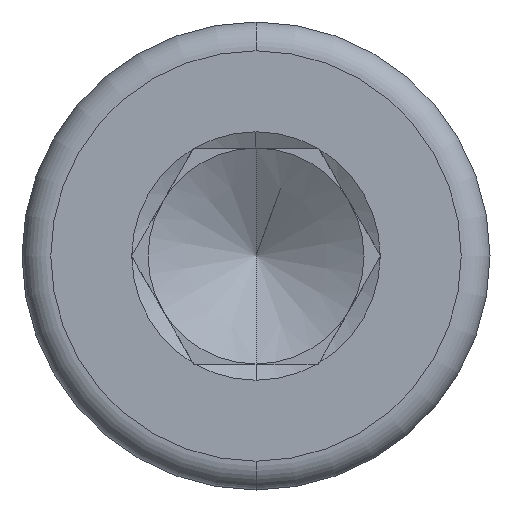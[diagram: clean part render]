
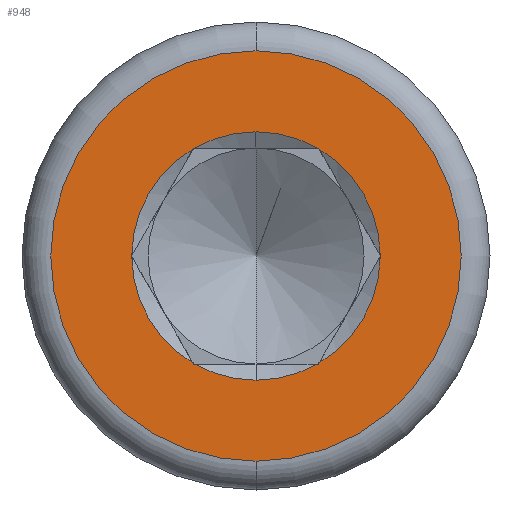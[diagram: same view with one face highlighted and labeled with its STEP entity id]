
A CAD part, left-side view. The second image highlights one B-rep face of the part: STEP entity #948.
In plain terms, the highlighted planar face has unit normal (-1, 0, 0).
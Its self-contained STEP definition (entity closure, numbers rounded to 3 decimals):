
#182=CARTESIAN_POINT('',(-8.,3.45,0.025));
#183=VERTEX_POINT('',#182);
#184=CARTESIAN_POINT('',(-8.,1.746,2.975));
#185=VERTEX_POINT('',#184);
#192=CARTESIAN_POINT('',(-8.,3.464,-0.));
#193=VERTEX_POINT('',#192);
#194=CARTESIAN_POINT('',(-8.,6175.531,-10690.334));
#195=DIRECTION('',(0.,-0.5,0.866));
#196=VECTOR('',#195,24690.);
#197=LINE('',#194,#196);
#198=EDGE_CURVE('',#193,#183,#197,.T.);
#224=CARTESIAN_POINT('',(-8.,1.732,3.));
#225=VERTEX_POINT('',#224);
#232=CARTESIAN_POINT('',(-8.,-6169.469,10691.834));
#233=DIRECTION('',(-0.,0.5,-0.866));
#234=VECTOR('',#233,24690.);
#235=LINE('',#232,#234);
#236=EDGE_CURVE('',#225,#185,#235,.T.);
#246=CARTESIAN_POINT('',(-8.,1.746,-2.975));
#247=VERTEX_POINT('',#246);
#248=CARTESIAN_POINT('',(-8.,3.45,-0.025));
#249=VERTEX_POINT('',#248);
#256=CARTESIAN_POINT('',(-8.,1.732,-3.));
#257=VERTEX_POINT('',#256);
#258=CARTESIAN_POINT('',(-8.,-6170.335,-10693.334));
#259=DIRECTION('',(0.,0.5,0.866));
#260=VECTOR('',#259,24690.);
#261=LINE('',#258,#260);
#262=EDGE_CURVE('',#257,#247,#261,.T.);
#287=CARTESIAN_POINT('',(-8.,6174.665,10688.834));
#288=DIRECTION('',(-0.,-0.5,-0.866));
#289=VECTOR('',#288,24690.);
#290=LINE('',#287,#289);
#291=EDGE_CURVE('',#193,#249,#290,.T.);
#303=CARTESIAN_POINT('',(-8.,1.704,-3.));
#304=VERTEX_POINT('',#303);
#311=CARTESIAN_POINT('',(-8.,-1.704,-3.));
#312=VERTEX_POINT('',#311);
#319=CARTESIAN_POINT('',(-8.,-1.732,-3.));
#320=VERTEX_POINT('',#319);
#321=CARTESIAN_POINT('',(-8.,-12345.866,-3.));
#322=DIRECTION('',(-0.,1.,0.));
#323=VECTOR('',#322,24690.);
#324=LINE('',#321,#323);
#325=EDGE_CURVE('',#320,#312,#324,.T.);
#348=CARTESIAN_POINT('',(-8.,12344.134,-3.));
#349=DIRECTION('',(0.,-1.,-0.));
#350=VECTOR('',#349,24690.);
#351=LINE('',#348,#350);
#352=EDGE_CURVE('',#257,#304,#351,.T.);
#362=CARTESIAN_POINT('',(-8.,-1.746,2.975));
#363=VERTEX_POINT('',#362);
#364=CARTESIAN_POINT('',(-8.,-3.45,0.025));
#365=VERTEX_POINT('',#364);
#372=CARTESIAN_POINT('',(-8.,-1.732,3.));
#373=VERTEX_POINT('',#372);
#374=CARTESIAN_POINT('',(-8.,6170.335,10693.334));
#375=DIRECTION('',(0.,-0.5,-0.866));
#376=VECTOR('',#375,24690.);
#377=LINE('',#374,#376);
#378=EDGE_CURVE('',#373,#363,#377,.T.);
#402=CARTESIAN_POINT('',(-8.,-3.464,0.));
#403=VERTEX_POINT('',#402);
#410=CARTESIAN_POINT('',(-8.,-6174.665,-10688.834));
#411=DIRECTION('',(-0.,0.5,0.866));
#412=VECTOR('',#411,24690.);
#413=LINE('',#410,#412);
#414=EDGE_CURVE('',#403,#365,#413,.T.);
#426=CARTESIAN_POINT('',(-8.,-1.704,3.));
#427=VERTEX_POINT('',#426);
#434=CARTESIAN_POINT('',(-8.,1.704,3.));
#435=VERTEX_POINT('',#434);
#442=CARTESIAN_POINT('',(-8.,12345.866,3.));
#443=DIRECTION('',(0.,-1.,0.));
#444=VECTOR('',#443,24690.);
#445=LINE('',#442,#444);
#446=EDGE_CURVE('',#225,#435,#445,.T.);
#462=CARTESIAN_POINT('',(-8.,-12344.134,3.));
#463=DIRECTION('',(-0.,1.,-0.));
#464=VECTOR('',#463,24690.);
#465=LINE('',#462,#464);
#466=EDGE_CURVE('',#373,#427,#465,.T.);
#478=CARTESIAN_POINT('',(-8.,0.,5.7));
#479=VERTEX_POINT('',#478);
#487=CARTESIAN_POINT('',(-8.,-0.,-5.7));
#488=VERTEX_POINT('',#487);
#489=CARTESIAN_POINT('',(-8.,0.,0.));
#490=DIRECTION('',(1.,0.,-0.));
#491=DIRECTION('',(-0.,0.,-1.));
#492=AXIS2_PLACEMENT_3D('',#489,#490,#491);
#493=CIRCLE('',#492,5.7);
#494=EDGE_CURVE('',#479,#488,#493,.T.);
#565=CARTESIAN_POINT('',(-8.,0.,3.45));
#566=VERTEX_POINT('',#565);
#574=CARTESIAN_POINT('',(-8.,0.,0.));
#575=DIRECTION('',(1.,0.,-0.));
#576=DIRECTION('',(0.,0.,1.));
#577=AXIS2_PLACEMENT_3D('',#574,#575,#576);
#578=CIRCLE('',#577,3.45);
#579=EDGE_CURVE('',#435,#566,#578,.T.);
#853=CARTESIAN_POINT('',(-8.,0.,0.));
#854=DIRECTION('',(1.,0.,0.));
#855=DIRECTION('',(0.,0.,-1.));
#856=AXIS2_PLACEMENT_3D('',#853,#854,#855);
#857=PLANE('',#856);
#858=ORIENTED_EDGE('',*,*,#494,.F.);
#859=CARTESIAN_POINT('',(-8.,0.,0.));
#860=DIRECTION('',(1.,0.,-0.));
#861=DIRECTION('',(-0.,0.,-1.));
#862=AXIS2_PLACEMENT_3D('',#859,#860,#861);
#863=CIRCLE('',#862,5.7);
#864=EDGE_CURVE('',#488,#479,#863,.T.);
#865=ORIENTED_EDGE('',*,*,#864,.F.);
#866=EDGE_LOOP('',(#858,#865));
#867=FACE_BOUND('',#866,.T.);
#868=ORIENTED_EDGE('',*,*,#466,.F.);
#869=ORIENTED_EDGE('',*,*,#378,.T.);
#870=CARTESIAN_POINT('',(-8.,0.,0.));
#871=DIRECTION('',(1.,0.,-0.));
#872=DIRECTION('',(0.,0.,1.));
#873=AXIS2_PLACEMENT_3D('',#870,#871,#872);
#874=CIRCLE('',#873,3.45);
#875=EDGE_CURVE('',#363,#365,#874,.T.);
#876=ORIENTED_EDGE('',*,*,#875,.T.);
#877=ORIENTED_EDGE('',*,*,#414,.F.);
#878=CARTESIAN_POINT('',(-8.,-3.45,-0.025));
#879=VERTEX_POINT('',#878);
#880=CARTESIAN_POINT('',(-8.,-6175.531,10690.334));
#881=DIRECTION('',(-0.,0.5,-0.866));
#882=VECTOR('',#881,24690.);
#883=LINE('',#880,#882);
#884=EDGE_CURVE('',#403,#879,#883,.T.);
#885=ORIENTED_EDGE('',*,*,#884,.T.);
#886=CARTESIAN_POINT('',(-8.,-1.746,-2.975));
#887=VERTEX_POINT('',#886);
#888=CARTESIAN_POINT('',(-8.,0.,0.));
#889=DIRECTION('',(1.,0.,-0.));
#890=DIRECTION('',(0.,0.,1.));
#891=AXIS2_PLACEMENT_3D('',#888,#889,#890);
#892=CIRCLE('',#891,3.45);
#893=EDGE_CURVE('',#879,#887,#892,.T.);
#894=ORIENTED_EDGE('',*,*,#893,.T.);
#895=CARTESIAN_POINT('',(-8.,6169.469,-10691.834));
#896=DIRECTION('',(0.,-0.5,0.866));
#897=VECTOR('',#896,24690.);
#898=LINE('',#895,#897);
#899=EDGE_CURVE('',#320,#887,#898,.T.);
#900=ORIENTED_EDGE('',*,*,#899,.F.);
#901=ORIENTED_EDGE('',*,*,#325,.T.);
#902=CARTESIAN_POINT('',(-8.,0.,-3.45));
#903=VERTEX_POINT('',#902);
#904=CARTESIAN_POINT('',(-8.,0.,0.));
#905=DIRECTION('',(-1.,-0.,0.));
#906=DIRECTION('',(0.,0.,1.));
#907=AXIS2_PLACEMENT_3D('',#904,#905,#906);
#908=CIRCLE('',#907,3.45);
#909=EDGE_CURVE('',#903,#312,#908,.T.);
#910=ORIENTED_EDGE('',*,*,#909,.F.);
#911=CARTESIAN_POINT('',(-8.,0.,0.));
#912=DIRECTION('',(-1.,-0.,0.));
#913=DIRECTION('',(0.,0.,1.));
#914=AXIS2_PLACEMENT_3D('',#911,#912,#913);
#915=CIRCLE('',#914,3.45);
#916=EDGE_CURVE('',#304,#903,#915,.T.);
#917=ORIENTED_EDGE('',*,*,#916,.F.);
#918=ORIENTED_EDGE('',*,*,#352,.F.);
#919=ORIENTED_EDGE('',*,*,#262,.T.);
#920=CARTESIAN_POINT('',(-8.,0.,0.));
#921=DIRECTION('',(-1.,-0.,0.));
#922=DIRECTION('',(0.,0.,1.));
#923=AXIS2_PLACEMENT_3D('',#920,#921,#922);
#924=CIRCLE('',#923,3.45);
#925=EDGE_CURVE('',#249,#247,#924,.T.);
#926=ORIENTED_EDGE('',*,*,#925,.F.);
#927=ORIENTED_EDGE('',*,*,#291,.F.);
#928=ORIENTED_EDGE('',*,*,#198,.T.);
#929=CARTESIAN_POINT('',(-8.,0.,0.));
#930=DIRECTION('',(1.,0.,-0.));
#931=DIRECTION('',(0.,0.,1.));
#932=AXIS2_PLACEMENT_3D('',#929,#930,#931);
#933=CIRCLE('',#932,3.45);
#934=EDGE_CURVE('',#183,#185,#933,.T.);
#935=ORIENTED_EDGE('',*,*,#934,.T.);
#936=ORIENTED_EDGE('',*,*,#236,.F.);
#937=ORIENTED_EDGE('',*,*,#446,.T.);
#938=ORIENTED_EDGE('',*,*,#579,.T.);
#939=CARTESIAN_POINT('',(-8.,0.,0.));
#940=DIRECTION('',(1.,0.,-0.));
#941=DIRECTION('',(0.,0.,1.));
#942=AXIS2_PLACEMENT_3D('',#939,#940,#941);
#943=CIRCLE('',#942,3.45);
#944=EDGE_CURVE('',#566,#427,#943,.T.);
#945=ORIENTED_EDGE('',*,*,#944,.T.);
#946=EDGE_LOOP('',(#868,#869,#876,#877,#885,#894,#900,#901,#910,#917,#918,#919,#926,#927,#928,#935,#936,#937,#938,#945));
#947=FACE_BOUND('',#946,.T.);
#948=ADVANCED_FACE('',(#867,#947),#857,.F.);
